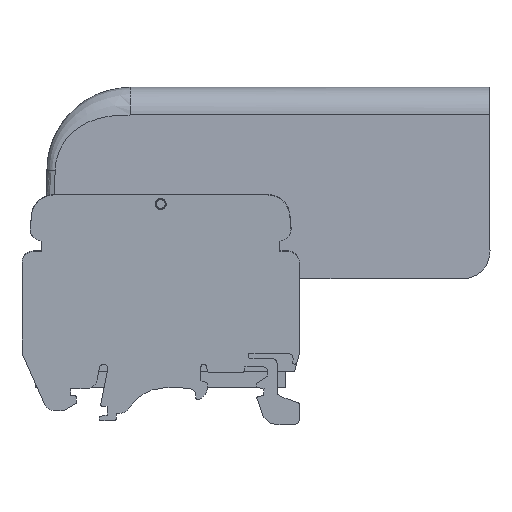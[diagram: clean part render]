
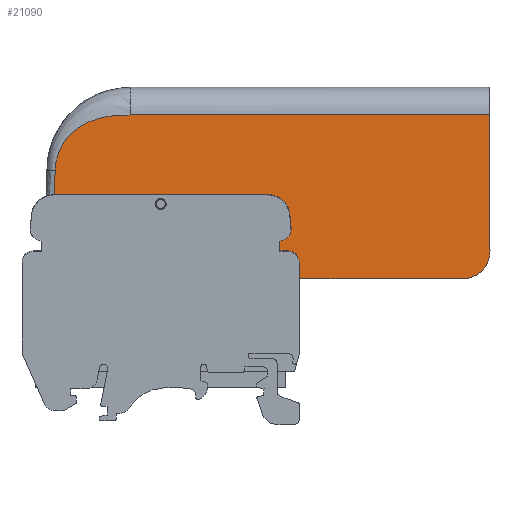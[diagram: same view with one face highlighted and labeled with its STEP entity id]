
A CAD part, left-side view. The second image highlights one B-rep face of the part: STEP entity #21090.
In plain terms, the highlighted planar face has unit normal (-1, 0, 0.004).
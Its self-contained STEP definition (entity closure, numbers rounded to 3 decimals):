
#46=ELLIPSE('',#22308,5.,5.);
#241=B_SPLINE_CURVE_WITH_KNOTS('',3,(#32097,#32098,#32099,#32100,#32101,
#32102,#32103,#32104,#32105,#32106,#32107,#32108,#32109,#32110,#32111,#32112,
#32113,#32114,#32115,#32116,#32117,#32118,#32119,#32120,#32121,#32122,#32123,
#32124,#32125),.UNSPECIFIED.,.F.,.F.,(4,1,1,1,1,1,1,1,1,1,1,1,1,1,1,1,1,
1,1,1,1,1,1,1,1,1,4),(0.,0.063,0.094,0.109,0.125,0.141,0.156,
0.188,0.219,0.234,0.25,0.266,0.281,0.313,0.375,0.438,0.469,
0.5,0.531,0.563,0.625,0.688,0.75,0.813,0.875,0.938,1.),
 .UNSPECIFIED.);
#324=(
BOUNDED_CURVE()
B_SPLINE_CURVE(3,(#32153,#32154,#32155,#32156,#32157,#32158,#32159),
 .UNSPECIFIED.,.F.,.F.)
B_SPLINE_CURVE_WITH_KNOTS((4,3,4),(-0.21,-0.08,-0.015),
 .PIECEWISE_BEZIER_KNOTS.)
CURVE()
GEOMETRIC_REPRESENTATION_ITEM()
RATIONAL_B_SPLINE_CURVE((1.,1.,1.,1.,1.,1.,1.))
REPRESENTATION_ITEM('')
);
#328=(
BOUNDED_CURVE()
B_SPLINE_CURVE(3,(#32755,#32756,#32757,#32758),.UNSPECIFIED.,.F.,.F.)
B_SPLINE_CURVE_WITH_KNOTS((4,4),(0.,0.019),
 .PIECEWISE_BEZIER_KNOTS.)
CURVE()
GEOMETRIC_REPRESENTATION_ITEM()
RATIONAL_B_SPLINE_CURVE((1.,1.,1.,1.))
REPRESENTATION_ITEM('')
);
#5209=ORIENTED_EDGE('',*,*,#7633,.F.);
#5210=ORIENTED_EDGE('',*,*,#7634,.T.);
#5211=ORIENTED_EDGE('',*,*,#7580,.F.);
#5212=ORIENTED_EDGE('',*,*,#7577,.T.);
#5213=ORIENTED_EDGE('',*,*,#7575,.T.);
#5214=ORIENTED_EDGE('',*,*,#7628,.T.);
#7575=EDGE_CURVE('',#9161,#9163,#241,.T.);
#7577=EDGE_CURVE('',#9164,#9161,#324,.T.);
#7580=EDGE_CURVE('',#9164,#9166,#10787,.T.);
#7628=EDGE_CURVE('',#9163,#9195,#328,.F.);
#7633=EDGE_CURVE('',#9200,#9195,#10814,.F.);
#7634=EDGE_CURVE('',#9200,#9166,#46,.T.);
#9161=VERTEX_POINT('',#32044);
#9163=VERTEX_POINT('',#32096);
#9164=VERTEX_POINT('',#32152);
#9166=VERTEX_POINT('',#32165);
#9195=VERTEX_POINT('',#32754);
#9200=VERTEX_POINT('',#32770);
#10787=LINE('',#32164,#12372);
#10814=LINE('',#32769,#12399);
#12372=VECTOR('',#26169,1000.);
#12399=VECTOR('',#26234,1000.);
#13248=EDGE_LOOP('',(#5209,#5210,#5211,#5212,#5213,#5214));
#14140=FACE_BOUND('',#13248,.T.);
#14708=PLANE('',#22307);
#21090=ADVANCED_FACE('',(#14140),#14708,.T.);
#22307=AXIS2_PLACEMENT_3D('',#32768,#26232,#26233);
#22308=AXIS2_PLACEMENT_3D('',#32771,#26235,#26236);
#26169=DIRECTION('',(-0.004,-0.004,-1.));
#26232=DIRECTION('',(-1.,0.,0.004));
#26233=DIRECTION('',(-0.004,0.,-1.));
#26234=DIRECTION('',(0.,-1.,0.));
#26235=DIRECTION('',(-1.,0.,0.004));
#26236=DIRECTION('',(-0.004,0.,-1.));
#32044=CARTESIAN_POINT('',(-16.869,5.514,30.669));
#32096=CARTESIAN_POINT('',(-16.913,19.012,20.714));
#32097=CARTESIAN_POINT('',(-16.869,5.514,30.669));
#32098=CARTESIAN_POINT('',(-16.869,5.894,30.669));
#32099=CARTESIAN_POINT('',(-16.87,6.428,30.664));
#32100=CARTESIAN_POINT('',(-16.87,6.978,30.648));
#32101=CARTESIAN_POINT('',(-16.87,7.284,30.635));
#32102=CARTESIAN_POINT('',(-16.87,7.474,30.626));
#32103=CARTESIAN_POINT('',(-16.87,7.772,30.608));
#32104=CARTESIAN_POINT('',(-16.87,8.122,30.583));
#32105=CARTESIAN_POINT('',(-16.87,8.563,30.544));
#32106=CARTESIAN_POINT('',(-16.87,8.978,30.496));
#32107=CARTESIAN_POINT('',(-16.87,9.311,30.449));
#32108=CARTESIAN_POINT('',(-16.871,9.528,30.417));
#32109=CARTESIAN_POINT('',(-16.871,9.845,30.363));
#32110=CARTESIAN_POINT('',(-16.871,10.226,30.29));
#32111=CARTESIAN_POINT('',(-16.872,10.897,30.141));
#32112=CARTESIAN_POINT('',(-16.873,11.809,29.878));
#32113=CARTESIAN_POINT('',(-16.874,12.669,29.548));
#32114=CARTESIAN_POINT('',(-16.876,13.337,29.235));
#32115=CARTESIAN_POINT('',(-16.877,13.791,28.999));
#32116=CARTESIAN_POINT('',(-16.878,14.351,28.67));
#32117=CARTESIAN_POINT('',(-16.88,15.024,28.217));
#32118=CARTESIAN_POINT('',(-16.883,15.803,27.6));
#32119=CARTESIAN_POINT('',(-16.887,16.727,26.664));
#32120=CARTESIAN_POINT('',(-16.891,17.478,25.68));
#32121=CARTESIAN_POINT('',(-16.896,18.148,24.514));
#32122=CARTESIAN_POINT('',(-16.902,18.621,23.331));
#32123=CARTESIAN_POINT('',(-16.907,18.941,22.014));
#32124=CARTESIAN_POINT('',(-16.911,19.01,21.151));
#32125=CARTESIAN_POINT('',(-16.913,19.012,20.714));
#32152=CARTESIAN_POINT('',(-16.869,-59.266,30.669));
#32153=CARTESIAN_POINT('',(-16.869,-189.211,30.669));
#32154=CARTESIAN_POINT('',(-16.869,-145.939,30.669));
#32155=CARTESIAN_POINT('',(-16.869,-102.667,30.669));
#32156=CARTESIAN_POINT('',(-16.869,-59.395,30.669));
#32157=CARTESIAN_POINT('',(-16.869,-37.759,30.669));
#32158=CARTESIAN_POINT('',(-16.869,-16.122,30.669));
#32159=CARTESIAN_POINT('',(-16.869,5.514,30.669));
#32164=CARTESIAN_POINT('',(-16.998,-59.394,1.294));
#32165=CARTESIAN_POINT('',(-16.976,-59.373,6.172));
#32754=CARTESIAN_POINT('',(-16.998,20.597,1.15));
#32755=CARTESIAN_POINT('',(-16.998,20.597,1.15));
#32756=CARTESIAN_POINT('',(-16.97,19.819,7.671));
#32757=CARTESIAN_POINT('',(-16.941,19.041,14.191));
#32758=CARTESIAN_POINT('',(-16.913,19.012,20.714));
#32768=CARTESIAN_POINT('',(-16.998,19.098,1.15));
#32769=CARTESIAN_POINT('',(-16.998,19.098,1.15));
#32770=CARTESIAN_POINT('',(-16.998,-54.373,1.15));
#32771=CARTESIAN_POINT('',(-16.976,-54.373,6.15));
